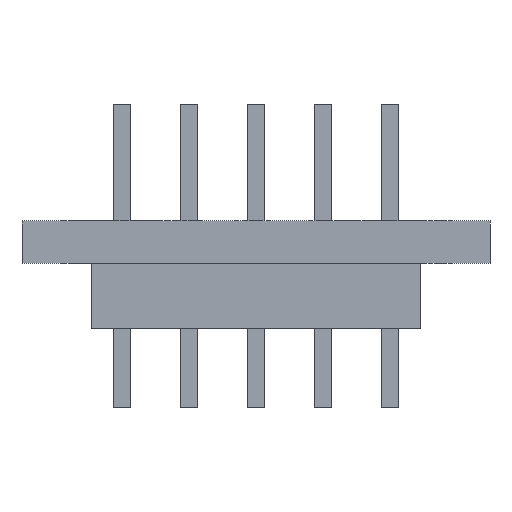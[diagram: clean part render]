
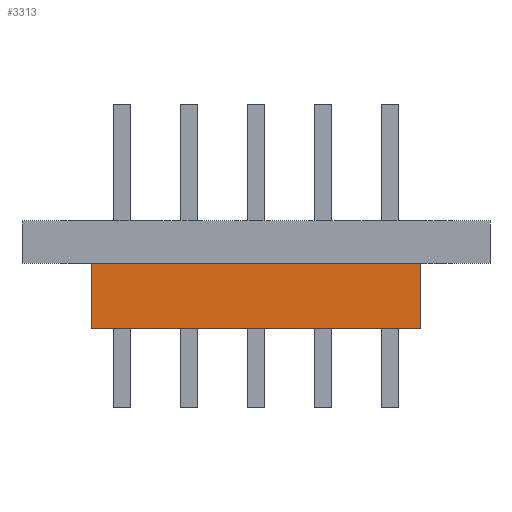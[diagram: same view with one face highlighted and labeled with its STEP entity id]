
A CAD part, front view. The second image highlights one B-rep face of the part: STEP entity #3313.
In plain terms, the highlighted planar face has unit normal (0, -1, 0).
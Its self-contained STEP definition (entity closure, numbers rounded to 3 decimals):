
#3097 = EDGE_CURVE('',#3098,#3100,#3102,.T.);
#3098 = VERTEX_POINT('',#3099);
#3099 = CARTESIAN_POINT('',(-6.25,1.27,0.));
#3100 = VERTEX_POINT('',#3101);
#3101 = CARTESIAN_POINT('',(-6.25,1.27,2.5));
#3102 = SURFACE_CURVE('',#3103,(#3107,#3119),.PCURVE_S1.);
#3103 = LINE('',#3104,#3105);
#3104 = CARTESIAN_POINT('',(-6.25,1.27,0.));
#3105 = VECTOR('',#3106,1.);
#3106 = DIRECTION('',(0.,0.,1.));
#3107 = PCURVE('',#3108,#3113);
#3108 = PLANE('',#3109);
#3109 = AXIS2_PLACEMENT_3D('',#3110,#3111,#3112);
#3110 = CARTESIAN_POINT('',(-6.25,1.27,0.));
#3111 = DIRECTION('',(1.,0.,0.));
#3112 = DIRECTION('',(0.,0.,1.));
#3113 = DEFINITIONAL_REPRESENTATION('',(#3114),#3118);
#3114 = LINE('',#3115,#3116);
#3115 = CARTESIAN_POINT('',(0.,0.));
#3116 = VECTOR('',#3117,1.);
#3117 = DIRECTION('',(1.,0.));
#3118 = ( GEOMETRIC_REPRESENTATION_CONTEXT(2) 
PARAMETRIC_REPRESENTATION_CONTEXT() REPRESENTATION_CONTEXT('2D SPACE',''
  ) );
#3119 = PCURVE('',#3120,#3125);
#3120 = PLANE('',#3121);
#3121 = AXIS2_PLACEMENT_3D('',#3122,#3123,#3124);
#3122 = CARTESIAN_POINT('',(-6.25,1.27,0.));
#3123 = DIRECTION('',(0.,1.,0.));
#3124 = DIRECTION('',(0.,0.,1.));
#3125 = DEFINITIONAL_REPRESENTATION('',(#3126),#3130);
#3126 = LINE('',#3127,#3128);
#3127 = CARTESIAN_POINT('',(0.,0.));
#3128 = VECTOR('',#3129,1.);
#3129 = DIRECTION('',(1.,0.));
#3130 = ( GEOMETRIC_REPRESENTATION_CONTEXT(2) 
PARAMETRIC_REPRESENTATION_CONTEXT() REPRESENTATION_CONTEXT('2D SPACE',''
  ) );
#3148 = PLANE('',#3149);
#3149 = AXIS2_PLACEMENT_3D('',#3150,#3151,#3152);
#3150 = CARTESIAN_POINT('',(-6.25,1.27,0.));
#3151 = DIRECTION('',(0.,0.,1.));
#3152 = DIRECTION('',(1.,0.,0.));
#3202 = PLANE('',#3203);
#3203 = AXIS2_PLACEMENT_3D('',#3204,#3205,#3206);
#3204 = CARTESIAN_POINT('',(-6.25,1.27,2.5));
#3205 = DIRECTION('',(0.,0.,1.));
#3206 = DIRECTION('',(1.,0.,0.));
#3217 = EDGE_CURVE('',#3218,#3220,#3222,.T.);
#3218 = VERTEX_POINT('',#3219);
#3219 = CARTESIAN_POINT('',(6.25,1.27,0.));
#3220 = VERTEX_POINT('',#3221);
#3221 = CARTESIAN_POINT('',(6.25,1.27,2.5));
#3222 = SURFACE_CURVE('',#3223,(#3227,#3239),.PCURVE_S1.);
#3223 = LINE('',#3224,#3225);
#3224 = CARTESIAN_POINT('',(6.25,1.27,0.));
#3225 = VECTOR('',#3226,1.);
#3226 = DIRECTION('',(0.,0.,1.));
#3227 = PCURVE('',#3228,#3233);
#3228 = PLANE('',#3229);
#3229 = AXIS2_PLACEMENT_3D('',#3230,#3231,#3232);
#3230 = CARTESIAN_POINT('',(6.25,1.27,0.));
#3231 = DIRECTION('',(1.,0.,0.));
#3232 = DIRECTION('',(0.,0.,1.));
#3233 = DEFINITIONAL_REPRESENTATION('',(#3234),#3238);
#3234 = LINE('',#3235,#3236);
#3235 = CARTESIAN_POINT('',(0.,0.));
#3236 = VECTOR('',#3237,1.);
#3237 = DIRECTION('',(1.,0.));
#3238 = ( GEOMETRIC_REPRESENTATION_CONTEXT(2) 
PARAMETRIC_REPRESENTATION_CONTEXT() REPRESENTATION_CONTEXT('2D SPACE',''
  ) );
#3239 = PCURVE('',#3120,#3240);
#3240 = DEFINITIONAL_REPRESENTATION('',(#3241),#3245);
#3241 = LINE('',#3242,#3243);
#3242 = CARTESIAN_POINT('',(0.,12.5));
#3243 = VECTOR('',#3244,1.);
#3244 = DIRECTION('',(1.,0.));
#3245 = ( GEOMETRIC_REPRESENTATION_CONTEXT(2) 
PARAMETRIC_REPRESENTATION_CONTEXT() REPRESENTATION_CONTEXT('2D SPACE',''
  ) );
#3313 = ADVANCED_FACE('',(#3314),#3120,.F.);
#3314 = FACE_BOUND('',#3315,.F.);
#3315 = EDGE_LOOP('',(#3316,#3337,#3338,#3359));
#3316 = ORIENTED_EDGE('',*,*,#3317,.F.);
#3317 = EDGE_CURVE('',#3098,#3218,#3318,.T.);
#3318 = SURFACE_CURVE('',#3319,(#3323,#3330),.PCURVE_S1.);
#3319 = LINE('',#3320,#3321);
#3320 = CARTESIAN_POINT('',(-6.25,1.27,0.));
#3321 = VECTOR('',#3322,1.);
#3322 = DIRECTION('',(1.,0.,0.));
#3323 = PCURVE('',#3120,#3324);
#3324 = DEFINITIONAL_REPRESENTATION('',(#3325),#3329);
#3325 = LINE('',#3326,#3327);
#3326 = CARTESIAN_POINT('',(0.,0.));
#3327 = VECTOR('',#3328,1.);
#3328 = DIRECTION('',(0.,1.));
#3329 = ( GEOMETRIC_REPRESENTATION_CONTEXT(2) 
PARAMETRIC_REPRESENTATION_CONTEXT() REPRESENTATION_CONTEXT('2D SPACE',''
  ) );
#3330 = PCURVE('',#3148,#3331);
#3331 = DEFINITIONAL_REPRESENTATION('',(#3332),#3336);
#3332 = LINE('',#3333,#3334);
#3333 = CARTESIAN_POINT('',(0.,0.));
#3334 = VECTOR('',#3335,1.);
#3335 = DIRECTION('',(1.,0.));
#3336 = ( GEOMETRIC_REPRESENTATION_CONTEXT(2) 
PARAMETRIC_REPRESENTATION_CONTEXT() REPRESENTATION_CONTEXT('2D SPACE',''
  ) );
#3337 = ORIENTED_EDGE('',*,*,#3097,.T.);
#3338 = ORIENTED_EDGE('',*,*,#3339,.T.);
#3339 = EDGE_CURVE('',#3100,#3220,#3340,.T.);
#3340 = SURFACE_CURVE('',#3341,(#3345,#3352),.PCURVE_S1.);
#3341 = LINE('',#3342,#3343);
#3342 = CARTESIAN_POINT('',(-6.25,1.27,2.5));
#3343 = VECTOR('',#3344,1.);
#3344 = DIRECTION('',(1.,0.,0.));
#3345 = PCURVE('',#3120,#3346);
#3346 = DEFINITIONAL_REPRESENTATION('',(#3347),#3351);
#3347 = LINE('',#3348,#3349);
#3348 = CARTESIAN_POINT('',(2.5,0.));
#3349 = VECTOR('',#3350,1.);
#3350 = DIRECTION('',(0.,1.));
#3351 = ( GEOMETRIC_REPRESENTATION_CONTEXT(2) 
PARAMETRIC_REPRESENTATION_CONTEXT() REPRESENTATION_CONTEXT('2D SPACE',''
  ) );
#3352 = PCURVE('',#3202,#3353);
#3353 = DEFINITIONAL_REPRESENTATION('',(#3354),#3358);
#3354 = LINE('',#3355,#3356);
#3355 = CARTESIAN_POINT('',(0.,0.));
#3356 = VECTOR('',#3357,1.);
#3357 = DIRECTION('',(1.,0.));
#3358 = ( GEOMETRIC_REPRESENTATION_CONTEXT(2) 
PARAMETRIC_REPRESENTATION_CONTEXT() REPRESENTATION_CONTEXT('2D SPACE',''
  ) );
#3359 = ORIENTED_EDGE('',*,*,#3217,.F.);
